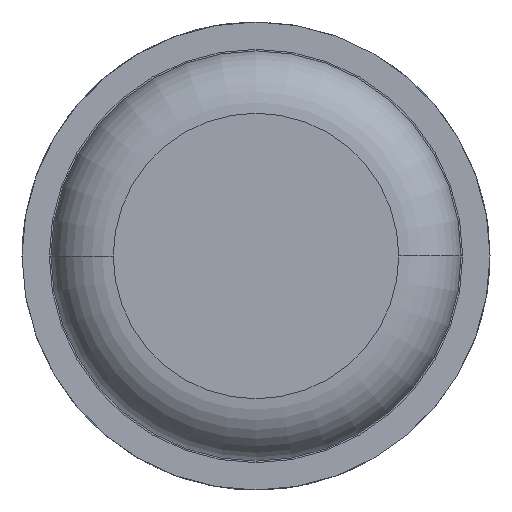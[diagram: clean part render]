
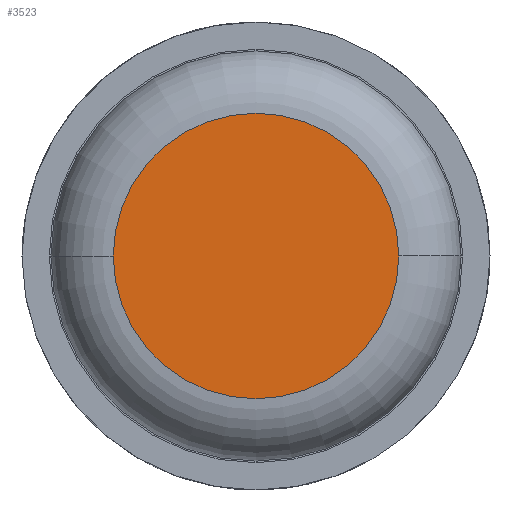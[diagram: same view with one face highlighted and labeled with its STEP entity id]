
A CAD part, front view. The second image highlights one B-rep face of the part: STEP entity #3523.
In plain terms, the highlighted planar face has unit normal (0, -1, 0).
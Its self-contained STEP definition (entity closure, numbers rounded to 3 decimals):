
#366 = ORIENTED_EDGE ( 'NONE', *, *, #873, .T. ) ;
#505 = CARTESIAN_POINT ( 'NONE',  ( 0., 0., 0. ) ) ;
#583 = DIRECTION ( 'NONE',  ( 0., -1., 0. ) ) ;
#646 = CIRCLE ( 'NONE', #2387, 0.915 ) ;
#686 = EDGE_LOOP ( 'NONE', ( #928, #366 ) ) ;
#873 = EDGE_CURVE ( 'Defeature ausgef�hrt1_6+Defeature ausgef�hrt1_7+Defeature ausgef�hrt1_7+Defeature ausgef�hrt1_7', #3224, #3811, #646, .T. ) ;
#928 = ORIENTED_EDGE ( 'NONE', *, *, #3557, .T. ) ;
#971 = CIRCLE ( 'NONE', #2328, 0.915 ) ;
#1544 = DIRECTION ( 'NONE',  ( -1., 0., 0. ) ) ;
#1841 = CARTESIAN_POINT ( 'NONE',  ( 0., 0., 0. ) ) ;
#1989 = DIRECTION ( 'NONE',  ( -1., 0., 0. ) ) ;
#2113 = CARTESIAN_POINT ( 'NONE',  ( 0., 0., 0. ) ) ;
#2147 = AXIS2_PLACEMENT_3D ( 'NONE', #1841, #3089, #1544 ) ;
#2249 = FACE_OUTER_BOUND ( 'NONE', #686, .T. ) ;
#2328 = AXIS2_PLACEMENT_3D ( 'NONE', #2113, #583, #2712 ) ;
#2387 = AXIS2_PLACEMENT_3D ( 'NONE', #505, #2623, #1989 ) ;
#2623 = DIRECTION ( 'NONE',  ( 0., -1., 0. ) ) ;
#2712 = DIRECTION ( 'NONE',  ( -1., 0., 0. ) ) ;
#3089 = DIRECTION ( 'NONE',  ( 0., 1., 0. ) ) ;
#3119 = CARTESIAN_POINT ( 'NONE',  ( 0.915, 0., 0. ) ) ;
#3224 = VERTEX_POINT ( 'NONE', #3119 ) ;
#3393 = PLANE ( 'NONE',  #2147 ) ;
#3523 = ADVANCED_FACE ( 'Defeature ausgef�hrt1_6', ( #2249 ), #3393, .F. ) ;
#3557 = EDGE_CURVE ( 'Defeature ausgef�hrt1_6+Defeature ausgef�hrt1_7+Defeature ausgef�hrt1_7+Defeature ausgef�hrt1_7', #3811, #3224, #971, .T. ) ;
#3811 = VERTEX_POINT ( 'NONE', #3830 ) ;
#3830 = CARTESIAN_POINT ( 'NONE',  ( -0.915, 0., 0. ) ) ;
